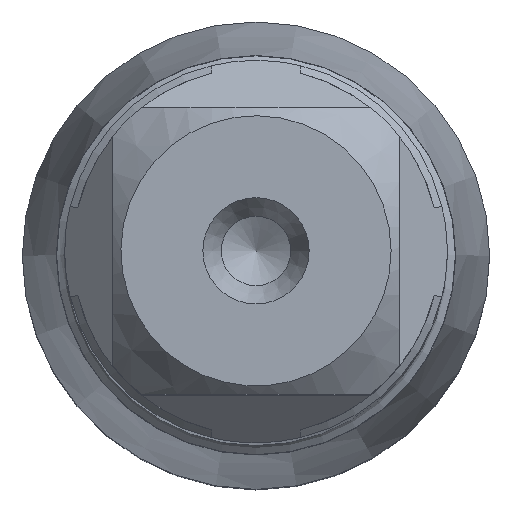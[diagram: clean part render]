
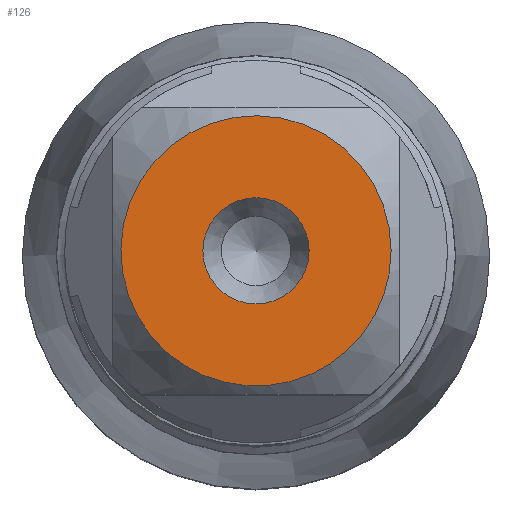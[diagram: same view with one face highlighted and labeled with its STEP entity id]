
A CAD part, top view. The second image highlights one B-rep face of the part: STEP entity #126.
In plain terms, the highlighted planar face has unit normal (0, 0, 1).
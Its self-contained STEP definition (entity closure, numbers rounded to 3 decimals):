
#44=PLANE('',#623);
#126=ADVANCED_FACE('',(#180,#181),#44,.F.);
#180=FACE_BOUND('',#222,.T.);
#181=FACE_BOUND('',#223,.T.);
#222=EDGE_LOOP('',(#318));
#223=EDGE_LOOP('',(#319));
#318=ORIENTED_EDGE('',*,*,#480,.T.);
#319=ORIENTED_EDGE('',*,*,#439,.T.);
#389=VERTEX_POINT('',#878);
#418=VERTEX_POINT('',#1005);
#439=EDGE_CURVE('',#389,#389,#499,.T.);
#480=EDGE_CURVE('',#418,#418,#512,.T.);
#499=CIRCLE('',#588,5.849);
#512=CIRCLE('',#622,2.3);
#588=AXIS2_PLACEMENT_3D('',#877,#681,#682);
#622=AXIS2_PLACEMENT_3D('',#1004,#757,#758);
#623=AXIS2_PLACEMENT_3D('',#1006,#759,#760);
#681=DIRECTION('',(0.,0.,1.));
#682=DIRECTION('',(1.,0.,0.));
#757=DIRECTION('',(0.,0.,-1.));
#758=DIRECTION('',(-1.,0.,0.));
#759=DIRECTION('',(0.,0.,-1.));
#760=DIRECTION('',(-1.,0.,0.));
#877=CARTESIAN_POINT('',(0.,0.,0.));
#878=CARTESIAN_POINT('',(5.849,0.,0.));
#1004=CARTESIAN_POINT('',(0.,0.,0.));
#1005=CARTESIAN_POINT('',(-2.3,0.,0.));
#1006=CARTESIAN_POINT('',(8.48,0.,0.));
